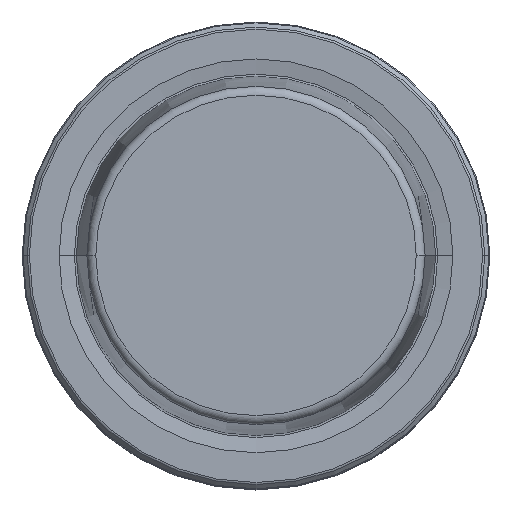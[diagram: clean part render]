
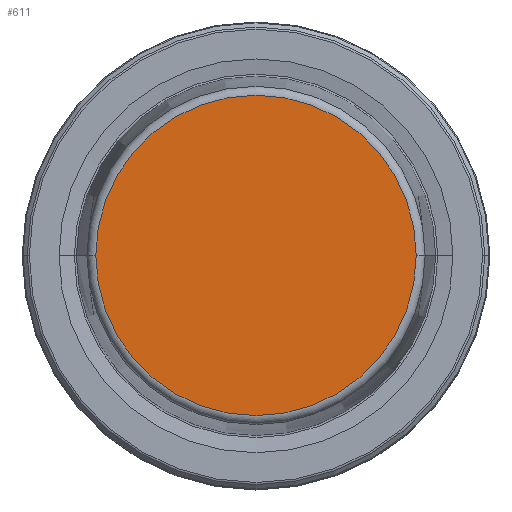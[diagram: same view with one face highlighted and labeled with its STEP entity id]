
A CAD part, top view. The second image highlights one B-rep face of the part: STEP entity #611.
In plain terms, the highlighted planar face has unit normal (0, 0, 1).
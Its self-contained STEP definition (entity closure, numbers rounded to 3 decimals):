
#126 = DIRECTION ( 'NONE',  ( 0., 0., -1. ) ) ;
#144 = PLANE ( 'NONE',  #757 ) ;
#163 = CARTESIAN_POINT ( 'NONE',  ( 21.581, 0., 31.9 ) ) ;
#199 = ORIENTED_EDGE ( 'NONE', *, *, #705, .T. ) ;
#325 = DIRECTION ( 'NONE',  ( 1., 0., 0. ) ) ;
#329 = VERTEX_POINT ( 'NONE', #385 ) ;
#385 = CARTESIAN_POINT ( 'NONE',  ( -21.581, 0., 31.9 ) ) ;
#396 = AXIS2_PLACEMENT_3D ( 'NONE', #1028, #440, #1130 ) ;
#402 = CIRCLE ( 'NONE', #1147, 21.581 ) ;
#413 = DIRECTION ( 'NONE',  ( 0., 0., 1. ) ) ;
#430 = DIRECTION ( 'NONE',  ( -1., 0., 0. ) ) ;
#440 = DIRECTION ( 'NONE',  ( 0., 0., 1. ) ) ;
#611 = ADVANCED_FACE ( 'NONE', ( #1173 ), #144, .F. ) ;
#705 = EDGE_CURVE ( 'NONE', #1250, #329, #402, .T. ) ;
#716 = CARTESIAN_POINT ( 'NONE',  ( 0., 0., 31.9 ) ) ;
#717 = ORIENTED_EDGE ( 'NONE', *, *, #1166, .T. ) ;
#757 = AXIS2_PLACEMENT_3D ( 'NONE', #1208, #126, #430 ) ;
#1024 = CIRCLE ( 'NONE', #396, 21.581 ) ;
#1028 = CARTESIAN_POINT ( 'NONE',  ( 0., 0., 31.9 ) ) ;
#1130 = DIRECTION ( 'NONE',  ( 1., 0., 0. ) ) ;
#1147 = AXIS2_PLACEMENT_3D ( 'NONE', #716, #413, #325 ) ;
#1158 = EDGE_LOOP ( 'NONE', ( #199, #717 ) ) ;
#1166 = EDGE_CURVE ( 'NONE', #329, #1250, #1024, .T. ) ;
#1173 = FACE_OUTER_BOUND ( 'NONE', #1158, .T. ) ;
#1208 = CARTESIAN_POINT ( 'NONE',  ( 0., 0., 31.9 ) ) ;
#1250 = VERTEX_POINT ( 'NONE', #163 ) ;
